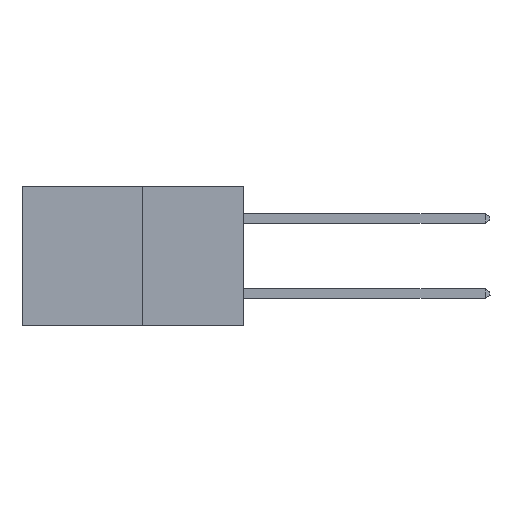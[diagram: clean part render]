
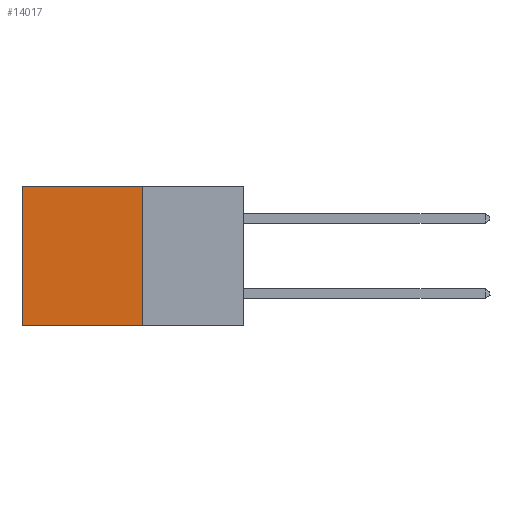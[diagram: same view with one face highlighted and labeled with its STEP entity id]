
A CAD part, left-side view. The second image highlights one B-rep face of the part: STEP entity #14017.
In plain terms, the highlighted planar face has unit normal (-1, 0, 0).
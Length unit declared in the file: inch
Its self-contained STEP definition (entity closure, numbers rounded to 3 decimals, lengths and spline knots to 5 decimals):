
#9 = FACE_OUTER_BOUND ( 'NONE', #6199, .T. ) ;
#1540 = DIRECTION ( 'NONE',  ( 0., 0., -1. ) ) ;
#4309 = CARTESIAN_POINT ( 'NONE',  ( 0.277, 0.27, -0.37 ) ) ;
#5354 = CARTESIAN_POINT ( 'NONE',  ( 0.277, 0.27, 0. ) ) ;
#5470 = CARTESIAN_POINT ( 'NONE',  ( 0.277, 0.27, -0.37 ) ) ;
#5691 = CARTESIAN_POINT ( 'NONE',  ( 0.277, 0.27, -0.37 ) ) ;
#6086 = DIRECTION ( 'NONE',  ( 0., 0., -1. ) ) ;
#6131 = VERTEX_POINT ( 'NONE', #12447 ) ;
#6187 = ORIENTED_EDGE ( 'NONE', *, *, #11668, .F. ) ;
#6199 = EDGE_LOOP ( 'NONE', ( #8098, #6187, #13685, #8159 ) ) ;
#7118 = VECTOR ( 'NONE', #12268, 39.37008 ) ;
#7354 = CARTESIAN_POINT ( 'NONE',  ( 0.277, 0.59, 0. ) ) ;
#8098 = ORIENTED_EDGE ( 'NONE', *, *, #18942, .T. ) ;
#8159 = ORIENTED_EDGE ( 'NONE', *, *, #9005, .T. ) ;
#8619 = CARTESIAN_POINT ( 'NONE',  ( 0.277, 0.59, -0.37 ) ) ;
#8959 = DIRECTION ( 'NONE',  ( 1., 0., 0. ) ) ;
#9005 = EDGE_CURVE ( 'NONE', #6131, #20750, #16072, .T. ) ;
#11668 = EDGE_CURVE ( 'NONE', #14090, #12225, #19068, .T. ) ;
#12225 = VERTEX_POINT ( 'NONE', #8619 ) ;
#12268 = DIRECTION ( 'NONE',  ( 0., 1., 0. ) ) ;
#12437 = DIRECTION ( 'NONE',  ( 0., 1., 0. ) ) ;
#12447 = CARTESIAN_POINT ( 'NONE',  ( 0.277, 0.27, 0. ) ) ;
#13685 = ORIENTED_EDGE ( 'NONE', *, *, #14224, .F. ) ;
#14017 = ADVANCED_FACE ( 'NONE', ( #9 ), #15609, .F. ) ;
#14090 = VERTEX_POINT ( 'NONE', #5691 ) ;
#14224 = EDGE_CURVE ( 'NONE', #6131, #14090, #18424, .T. ) ;
#14648 = VECTOR ( 'NONE', #12437, 39.37008 ) ;
#15609 = PLANE ( 'NONE',  #18587 ) ;
#16072 = LINE ( 'NONE', #5354, #7118 ) ;
#16152 = VECTOR ( 'NONE', #1540, 39.37008 ) ;
#16373 = LINE ( 'NONE', #21894, #16152 ) ;
#17378 = CARTESIAN_POINT ( 'NONE',  ( 0.277, 0.27, -0.37 ) ) ;
#17913 = VECTOR ( 'NONE', #6086, 39.37008 ) ;
#18424 = LINE ( 'NONE', #4309, #17913 ) ;
#18587 = AXIS2_PLACEMENT_3D ( 'NONE', #5470, #8959, #20637 ) ;
#18942 = EDGE_CURVE ( 'NONE', #20750, #12225, #16373, .T. ) ;
#19068 = LINE ( 'NONE', #17378, #14648 ) ;
#20637 = DIRECTION ( 'NONE',  ( 0., 0., -1. ) ) ;
#20750 = VERTEX_POINT ( 'NONE', #7354 ) ;
#21894 = CARTESIAN_POINT ( 'NONE',  ( 0.277, 0.59, -0.37 ) ) ;
